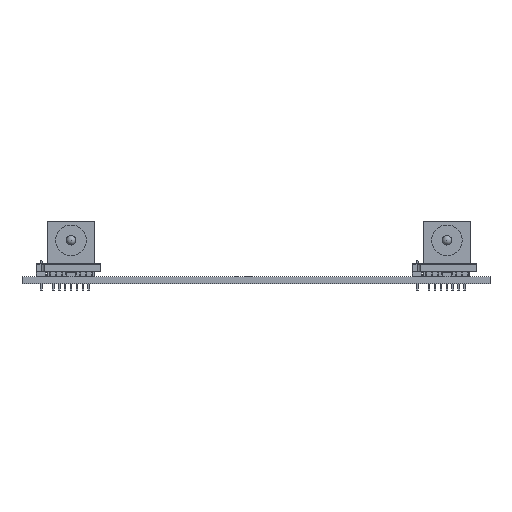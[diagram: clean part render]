
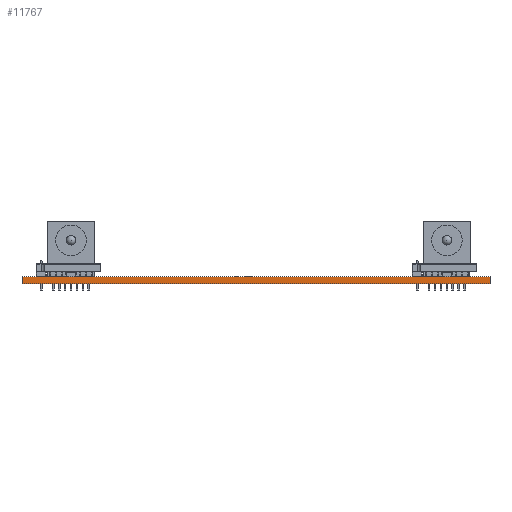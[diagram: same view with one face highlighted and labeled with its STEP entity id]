
A CAD part, front view. The second image highlights one B-rep face of the part: STEP entity #11767.
In plain terms, the highlighted planar face has unit normal (0, -1, 0).
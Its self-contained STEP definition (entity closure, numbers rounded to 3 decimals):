
#11767 = ADVANCED_FACE('',(#11768),#11802,.T.);
#11768 = FACE_BOUND('',#11769,.T.);
#11769 = EDGE_LOOP('',(#11770,#11780,#11788,#11796));
#11770 = ORIENTED_EDGE('',*,*,#11771,.T.);
#11771 = EDGE_CURVE('',#11772,#11774,#11776,.T.);
#11772 = VERTEX_POINT('',#11773);
#11773 = CARTESIAN_POINT('',(49.8,-59.8,0.));
#11774 = VERTEX_POINT('',#11775);
#11775 = CARTESIAN_POINT('',(49.8,-59.8,1.51));
#11776 = LINE('',#11777,#11778);
#11777 = CARTESIAN_POINT('',(49.8,-59.8,0.));
#11778 = VECTOR('',#11779,1.);
#11779 = DIRECTION('',(0.,0.,1.));
#11780 = ORIENTED_EDGE('',*,*,#11781,.T.);
#11781 = EDGE_CURVE('',#11774,#11782,#11784,.T.);
#11782 = VERTEX_POINT('',#11783);
#11783 = CARTESIAN_POINT('',(-49.8,-59.8,1.51));
#11784 = LINE('',#11785,#11786);
#11785 = CARTESIAN_POINT('',(49.8,-59.8,1.51));
#11786 = VECTOR('',#11787,1.);
#11787 = DIRECTION('',(-1.,0.,0.));
#11788 = ORIENTED_EDGE('',*,*,#11789,.F.);
#11789 = EDGE_CURVE('',#11790,#11782,#11792,.T.);
#11790 = VERTEX_POINT('',#11791);
#11791 = CARTESIAN_POINT('',(-49.8,-59.8,0.));
#11792 = LINE('',#11793,#11794);
#11793 = CARTESIAN_POINT('',(-49.8,-59.8,0.));
#11794 = VECTOR('',#11795,1.);
#11795 = DIRECTION('',(0.,0.,1.));
#11796 = ORIENTED_EDGE('',*,*,#11797,.F.);
#11797 = EDGE_CURVE('',#11772,#11790,#11798,.T.);
#11798 = LINE('',#11799,#11800);
#11799 = CARTESIAN_POINT('',(49.8,-59.8,0.));
#11800 = VECTOR('',#11801,1.);
#11801 = DIRECTION('',(-1.,0.,0.));
#11802 = PLANE('',#11803);
#11803 = AXIS2_PLACEMENT_3D('',#11804,#11805,#11806);
#11804 = CARTESIAN_POINT('',(49.8,-59.8,0.));
#11805 = DIRECTION('',(0.,-1.,0.));
#11806 = DIRECTION('',(-1.,0.,0.));
